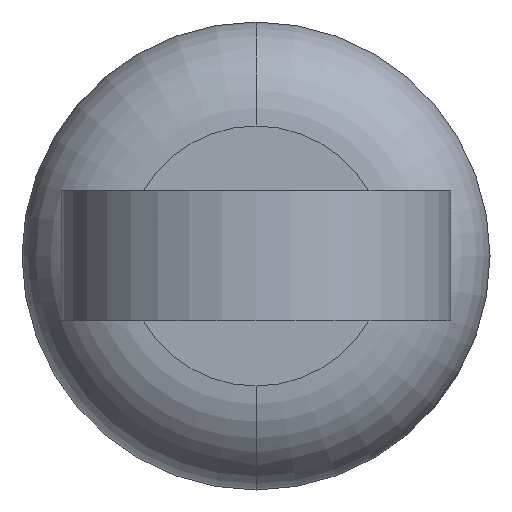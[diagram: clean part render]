
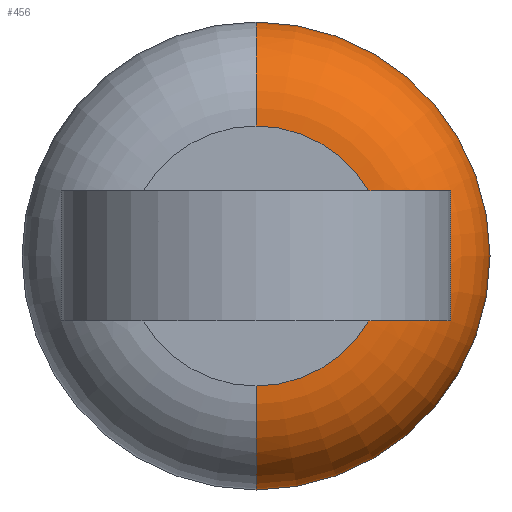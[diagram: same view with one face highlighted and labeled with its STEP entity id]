
A CAD part, front view. The second image highlights one B-rep face of the part: STEP entity #456.
In plain terms, the highlighted toroidal (fillet/blend) face has major radius 5 mm and minor radius 4 mm.
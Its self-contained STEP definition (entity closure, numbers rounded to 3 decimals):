
#4 = VERTEX_POINT ( 'NONE', #1012 ) ;
#34 = CARTESIAN_POINT ( 'NONE',  ( 4.624, 16.5, 2.5 ) ) ;
#39 = CARTESIAN_POINT ( 'NONE',  ( 7.5, 17.525, 1.682 ) ) ;
#40 = CARTESIAN_POINT ( 'NONE',  ( 6.579, 17.047, 2.5 ) ) ;
#54 = CARTESIAN_POINT ( 'NONE',  ( 7.5, 17.751, 2.5 ) ) ;
#61 = VERTEX_POINT ( 'NONE', #1109 ) ;
#90 = CIRCLE ( 'NONE', #131, 9. ) ;
#91 = CARTESIAN_POINT ( 'NONE',  ( 7.5, 17.751, -2.5 ) ) ;
#94 = CARTESIAN_POINT ( 'NONE',  ( 0., 20.5, 0. ) ) ;
#115 = ORIENTED_EDGE ( 'NONE', *, *, #788, .F. ) ;
#131 = AXIS2_PLACEMENT_3D ( 'NONE', #522, #1208, #625 ) ;
#133 = CARTESIAN_POINT ( 'NONE',  ( 4.917, 16.525, 2.5 ) ) ;
#139 = CARTESIAN_POINT ( 'NONE',  ( 5.772, 16.704, 2.5 ) ) ;
#157 = CARTESIAN_POINT ( 'NONE',  ( 7.062, 17.358, -2.5 ) ) ;
#168 = VERTEX_POINT ( 'NONE', #1201 ) ;
#191 = DIRECTION ( 'NONE',  ( 0., 0., 1. ) ) ;
#192 = CARTESIAN_POINT ( 'NONE',  ( 0., 16.5, -5. ) ) ;
#205 = CIRCLE ( 'NONE', #866, 4. ) ;
#214 = CARTESIAN_POINT ( 'NONE',  ( 0., 16.5, 0. ) ) ;
#215 = DIRECTION ( 'NONE',  ( -1., 0., 0. ) ) ;
#260 = VERTEX_POINT ( 'NONE', #704 ) ;
#277 = CARTESIAN_POINT ( 'NONE',  ( 4.624, 16.5, -2.5 ) ) ;
#280 = B_SPLINE_CURVE_WITH_KNOTS ( 'NONE', 3,
 ( #440, #534, #555, #458, #1047, #843, #683, #39, #938, #911 ),
 .UNSPECIFIED., .F., .F.,
 ( 4, 2, 2, 2, 4 ),
 ( 0., 0.001, 0.003, 0.004, 0.005 ),
 .UNSPECIFIED. ) ;
#317 = DIRECTION ( 'NONE',  ( 1., 0., 0. ) ) ;
#350 = CIRCLE ( 'NONE', #491, 4. ) ;
#367 = CARTESIAN_POINT ( 'NONE',  ( 4.33, 16.5, -2.5 ) ) ;
#427 = EDGE_CURVE ( 'NONE', #544, #635, #445, .T. ) ;
#440 = CARTESIAN_POINT ( 'NONE',  ( 7.5, 17.751, -2.5 ) ) ;
#445 = B_SPLINE_CURVE_WITH_KNOTS ( 'NONE', 3,
 ( #367, #277, #1224, #1041, #452, #1136, #547, #157, #646, #91 ),
 .UNSPECIFIED., .F., .F.,
 ( 4, 2, 2, 2, 4 ),
 ( 0., 0.001, 0.002, 0.003, 0.003 ),
 .UNSPECIFIED. ) ;
#452 = CARTESIAN_POINT ( 'NONE',  ( 5.769, 16.703, -2.5 ) ) ;
#456 = ADVANCED_FACE ( 'NONE', ( #758 ), #1029, .T. ) ;
#458 = CARTESIAN_POINT ( 'NONE',  ( 7.5, 17.406, -0.848 ) ) ;
#478 = VERTEX_POINT ( 'NONE', #842 ) ;
#491 = AXIS2_PLACEMENT_3D ( 'NONE', #774, #215, #876 ) ;
#500 = DIRECTION ( 'NONE',  ( 0., 0., -1. ) ) ;
#522 = CARTESIAN_POINT ( 'NONE',  ( 0., 20.5, 0. ) ) ;
#534 = CARTESIAN_POINT ( 'NONE',  ( 7.5, 17.615, -2.094 ) ) ;
#544 = VERTEX_POINT ( 'NONE', #845 ) ;
#547 = CARTESIAN_POINT ( 'NONE',  ( 6.575, 17.044, -2.5 ) ) ;
#555 = CARTESIAN_POINT ( 'NONE',  ( 7.5, 17.525, -1.682 ) ) ;
#568 = EDGE_CURVE ( 'NONE', #910, #61, #205, .T. ) ;
#596 = ORIENTED_EDGE ( 'NONE', *, *, #427, .F. ) ;
#598 = DIRECTION ( 'NONE',  ( 0., -1., 0. ) ) ;
#609 = AXIS2_PLACEMENT_3D ( 'NONE', #94, #940, #191 ) ;
#625 = DIRECTION ( 'NONE',  ( 0., 0., 1. ) ) ;
#635 = VERTEX_POINT ( 'NONE', #775 ) ;
#646 = CARTESIAN_POINT ( 'NONE',  ( 7.292, 17.542, -2.5 ) ) ;
#656 = EDGE_CURVE ( 'NONE', #910, #544, #869, .T. ) ;
#681 = CARTESIAN_POINT ( 'NONE',  ( 5.492, 16.627, 2.5 ) ) ;
#683 = CARTESIAN_POINT ( 'NONE',  ( 7.5, 17.406, 0.848 ) ) ;
#684 = CARTESIAN_POINT ( 'NONE',  ( 7.066, 17.361, 2.5 ) ) ;
#686 = ORIENTED_EDGE ( 'NONE', *, *, #1079, .F. ) ;
#704 = CARTESIAN_POINT ( 'NONE',  ( 7.5, 17.751, 2.5 ) ) ;
#705 = DIRECTION ( 'NONE',  ( 0., 0., 1. ) ) ;
#722 = EDGE_CURVE ( 'NONE', #260, #4, #1228, .T. ) ;
#758 = FACE_OUTER_BOUND ( 'NONE', #1120, .T. ) ;
#774 = CARTESIAN_POINT ( 'NONE',  ( 0., 20.5, 5. ) ) ;
#775 = CARTESIAN_POINT ( 'NONE',  ( 7.5, 17.751, -2.5 ) ) ;
#788 = EDGE_CURVE ( 'NONE', #635, #260, #280, .T. ) ;
#798 = CARTESIAN_POINT ( 'NONE',  ( 7.292, 17.543, 2.5 ) ) ;
#842 = CARTESIAN_POINT ( 'NONE',  ( 0., 20.5, 9. ) ) ;
#843 = CARTESIAN_POINT ( 'NONE',  ( 7.5, 17.377, 0.426 ) ) ;
#845 = CARTESIAN_POINT ( 'NONE',  ( 4.33, 16.5, -2.5 ) ) ;
#866 = AXIS2_PLACEMENT_3D ( 'NONE', #1089, #317, #500 ) ;
#869 = CIRCLE ( 'NONE', #1134, 5. ) ;
#875 = DIRECTION ( 'NONE',  ( 0., -1., 0. ) ) ;
#876 = DIRECTION ( 'NONE',  ( 0., 0., 1. ) ) ;
#883 = ORIENTED_EDGE ( 'NONE', *, *, #1018, .F. ) ;
#889 = DIRECTION ( 'NONE',  ( 0., 0., 1. ) ) ;
#892 = CARTESIAN_POINT ( 'NONE',  ( 6.315, 16.913, 2.5 ) ) ;
#910 = VERTEX_POINT ( 'NONE', #192 ) ;
#911 = CARTESIAN_POINT ( 'NONE',  ( 7.5, 17.751, 2.5 ) ) ;
#938 = CARTESIAN_POINT ( 'NONE',  ( 7.5, 17.615, 2.094 ) ) ;
#940 = DIRECTION ( 'NONE',  ( 0., 1., 0. ) ) ;
#948 = EDGE_CURVE ( 'NONE', #4, #168, #1133, .T. ) ;
#973 = ORIENTED_EDGE ( 'NONE', *, *, #568, .T. ) ;
#1000 = CARTESIAN_POINT ( 'NONE',  ( 0., 16.5, 0. ) ) ;
#1012 = CARTESIAN_POINT ( 'NONE',  ( 4.33, 16.5, 2.5 ) ) ;
#1018 = EDGE_CURVE ( 'NONE', #478, #61, #90, .T. ) ;
#1029 = TOROIDAL_SURFACE ( 'NONE', #609, 5., 4. ) ;
#1034 = ORIENTED_EDGE ( 'NONE', *, *, #722, .F. ) ;
#1041 = CARTESIAN_POINT ( 'NONE',  ( 5.485, 16.625, -2.5 ) ) ;
#1047 = CARTESIAN_POINT ( 'NONE',  ( 7.5, 17.378, -0.426 ) ) ;
#1055 = ORIENTED_EDGE ( 'NONE', *, *, #656, .F. ) ;
#1079 = EDGE_CURVE ( 'NONE', #168, #478, #350, .T. ) ;
#1089 = CARTESIAN_POINT ( 'NONE',  ( 0., 20.5, -5. ) ) ;
#1109 = CARTESIAN_POINT ( 'NONE',  ( 0., 20.5, -9. ) ) ;
#1111 = AXIS2_PLACEMENT_3D ( 'NONE', #214, #875, #705 ) ;
#1120 = EDGE_LOOP ( 'NONE', ( #1055, #973, #883, #686, #1153, #1034, #115, #596 ) ) ;
#1130 = CARTESIAN_POINT ( 'NONE',  ( 4.33, 16.5, 2.5 ) ) ;
#1133 = CIRCLE ( 'NONE', #1111, 5. ) ;
#1134 = AXIS2_PLACEMENT_3D ( 'NONE', #1000, #598, #889 ) ;
#1136 = CARTESIAN_POINT ( 'NONE',  ( 6.316, 16.913, -2.5 ) ) ;
#1153 = ORIENTED_EDGE ( 'NONE', *, *, #948, .F. ) ;
#1201 = CARTESIAN_POINT ( 'NONE',  ( 0., 16.5, 5. ) ) ;
#1208 = DIRECTION ( 'NONE',  ( 0., 1., 0. ) ) ;
#1224 = CARTESIAN_POINT ( 'NONE',  ( 4.914, 16.524, -2.5 ) ) ;
#1228 = B_SPLINE_CURVE_WITH_KNOTS ( 'NONE', 3,
 ( #54, #798, #684, #40, #892, #139, #681, #133, #34, #1130 ),
 .UNSPECIFIED., .F., .F.,
 ( 4, 2, 2, 2, 4 ),
 ( 0., 0.001, 0.002, 0.003, 0.003 ),
 .UNSPECIFIED. ) ;
